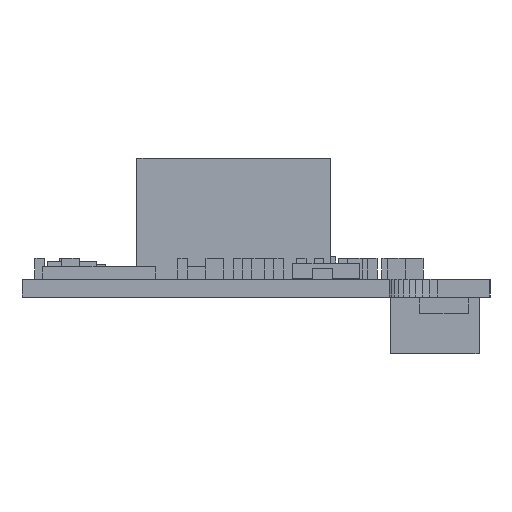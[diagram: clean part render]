
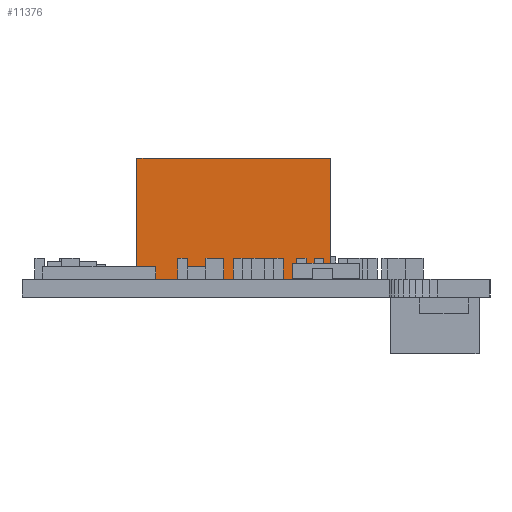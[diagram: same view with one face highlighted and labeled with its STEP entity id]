
A CAD part, left-side view. The second image highlights one B-rep face of the part: STEP entity #11376.
In plain terms, the highlighted planar face has unit normal (-1, 0, 0).
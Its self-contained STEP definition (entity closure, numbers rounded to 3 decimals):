
#11376 = ADVANCED_FACE('',(#11377),#11391,.T.);
#11377 = FACE_BOUND('',#11378,.T.);
#11378 = EDGE_LOOP('',(#11379,#11414,#11442,#11470));
#11379 = ORIENTED_EDGE('',*,*,#11380,.T.);
#11380 = EDGE_CURVE('',#11381,#11383,#11385,.T.);
#11381 = VERTEX_POINT('',#11382);
#11382 = CARTESIAN_POINT('',(-6.,-6.,0.));
#11383 = VERTEX_POINT('',#11384);
#11384 = CARTESIAN_POINT('',(-6.,-6.,7.5));
#11385 = SURFACE_CURVE('',#11386,(#11390,#11402),.PCURVE_S1.);
#11386 = LINE('',#11387,#11388);
#11387 = CARTESIAN_POINT('',(-6.,-6.,0.));
#11388 = VECTOR('',#11389,1.);
#11389 = DIRECTION('',(0.,0.,1.));
#11390 = PCURVE('',#11391,#11396);
#11391 = PLANE('',#11392);
#11392 = AXIS2_PLACEMENT_3D('',#11393,#11394,#11395);
#11393 = CARTESIAN_POINT('',(-6.,-6.,0.));
#11394 = DIRECTION('',(-1.,0.,0.));
#11395 = DIRECTION('',(0.,1.,0.));
#11396 = DEFINITIONAL_REPRESENTATION('',(#11397),#11401);
#11397 = LINE('',#11398,#11399);
#11398 = CARTESIAN_POINT('',(0.,0.));
#11399 = VECTOR('',#11400,1.);
#11400 = DIRECTION('',(0.,-1.));
#11401 = ( GEOMETRIC_REPRESENTATION_CONTEXT(2) 
PARAMETRIC_REPRESENTATION_CONTEXT() REPRESENTATION_CONTEXT('2D SPACE',''
  ) );
#11402 = PCURVE('',#11403,#11408);
#11403 = PLANE('',#11404);
#11404 = AXIS2_PLACEMENT_3D('',#11405,#11406,#11407);
#11405 = CARTESIAN_POINT('',(6.,-6.,0.));
#11406 = DIRECTION('',(0.,-1.,0.));
#11407 = DIRECTION('',(-1.,0.,0.));
#11408 = DEFINITIONAL_REPRESENTATION('',(#11409),#11413);
#11409 = LINE('',#11410,#11411);
#11410 = CARTESIAN_POINT('',(12.,0.));
#11411 = VECTOR('',#11412,1.);
#11412 = DIRECTION('',(0.,-1.));
#11413 = ( GEOMETRIC_REPRESENTATION_CONTEXT(2) 
PARAMETRIC_REPRESENTATION_CONTEXT() REPRESENTATION_CONTEXT('2D SPACE',''
  ) );
#11414 = ORIENTED_EDGE('',*,*,#11415,.T.);
#11415 = EDGE_CURVE('',#11383,#11416,#11418,.T.);
#11416 = VERTEX_POINT('',#11417);
#11417 = CARTESIAN_POINT('',(-6.,6.,7.5));
#11418 = SURFACE_CURVE('',#11419,(#11423,#11430),.PCURVE_S1.);
#11419 = LINE('',#11420,#11421);
#11420 = CARTESIAN_POINT('',(-6.,-6.,7.5));
#11421 = VECTOR('',#11422,1.);
#11422 = DIRECTION('',(0.,1.,0.));
#11423 = PCURVE('',#11391,#11424);
#11424 = DEFINITIONAL_REPRESENTATION('',(#11425),#11429);
#11425 = LINE('',#11426,#11427);
#11426 = CARTESIAN_POINT('',(0.,-7.5));
#11427 = VECTOR('',#11428,1.);
#11428 = DIRECTION('',(1.,0.));
#11429 = ( GEOMETRIC_REPRESENTATION_CONTEXT(2) 
PARAMETRIC_REPRESENTATION_CONTEXT() REPRESENTATION_CONTEXT('2D SPACE',''
  ) );
#11430 = PCURVE('',#11431,#11436);
#11431 = PLANE('',#11432);
#11432 = AXIS2_PLACEMENT_3D('',#11433,#11434,#11435);
#11433 = CARTESIAN_POINT('',(-6.,-6.,7.5));
#11434 = DIRECTION('',(0.,0.,1.));
#11435 = DIRECTION('',(1.,0.,0.));
#11436 = DEFINITIONAL_REPRESENTATION('',(#11437),#11441);
#11437 = LINE('',#11438,#11439);
#11438 = CARTESIAN_POINT('',(0.,0.));
#11439 = VECTOR('',#11440,1.);
#11440 = DIRECTION('',(0.,1.));
#11441 = ( GEOMETRIC_REPRESENTATION_CONTEXT(2) 
PARAMETRIC_REPRESENTATION_CONTEXT() REPRESENTATION_CONTEXT('2D SPACE',''
  ) );
#11442 = ORIENTED_EDGE('',*,*,#11443,.F.);
#11443 = EDGE_CURVE('',#11444,#11416,#11446,.T.);
#11444 = VERTEX_POINT('',#11445);
#11445 = CARTESIAN_POINT('',(-6.,6.,0.));
#11446 = SURFACE_CURVE('',#11447,(#11451,#11458),.PCURVE_S1.);
#11447 = LINE('',#11448,#11449);
#11448 = CARTESIAN_POINT('',(-6.,6.,0.));
#11449 = VECTOR('',#11450,1.);
#11450 = DIRECTION('',(0.,0.,1.));
#11451 = PCURVE('',#11391,#11452);
#11452 = DEFINITIONAL_REPRESENTATION('',(#11453),#11457);
#11453 = LINE('',#11454,#11455);
#11454 = CARTESIAN_POINT('',(12.,0.));
#11455 = VECTOR('',#11456,1.);
#11456 = DIRECTION('',(0.,-1.));
#11457 = ( GEOMETRIC_REPRESENTATION_CONTEXT(2) 
PARAMETRIC_REPRESENTATION_CONTEXT() REPRESENTATION_CONTEXT('2D SPACE',''
  ) );
#11458 = PCURVE('',#11459,#11464);
#11459 = PLANE('',#11460);
#11460 = AXIS2_PLACEMENT_3D('',#11461,#11462,#11463);
#11461 = CARTESIAN_POINT('',(-6.,6.,0.));
#11462 = DIRECTION('',(0.,1.,0.));
#11463 = DIRECTION('',(1.,0.,0.));
#11464 = DEFINITIONAL_REPRESENTATION('',(#11465),#11469);
#11465 = LINE('',#11466,#11467);
#11466 = CARTESIAN_POINT('',(0.,0.));
#11467 = VECTOR('',#11468,1.);
#11468 = DIRECTION('',(0.,-1.));
#11469 = ( GEOMETRIC_REPRESENTATION_CONTEXT(2) 
PARAMETRIC_REPRESENTATION_CONTEXT() REPRESENTATION_CONTEXT('2D SPACE',''
  ) );
#11470 = ORIENTED_EDGE('',*,*,#11471,.F.);
#11471 = EDGE_CURVE('',#11381,#11444,#11472,.T.);
#11472 = SURFACE_CURVE('',#11473,(#11477,#11484),.PCURVE_S1.);
#11473 = LINE('',#11474,#11475);
#11474 = CARTESIAN_POINT('',(-6.,-6.,0.));
#11475 = VECTOR('',#11476,1.);
#11476 = DIRECTION('',(0.,1.,0.));
#11477 = PCURVE('',#11391,#11478);
#11478 = DEFINITIONAL_REPRESENTATION('',(#11479),#11483);
#11479 = LINE('',#11480,#11481);
#11480 = CARTESIAN_POINT('',(0.,0.));
#11481 = VECTOR('',#11482,1.);
#11482 = DIRECTION('',(1.,0.));
#11483 = ( GEOMETRIC_REPRESENTATION_CONTEXT(2) 
PARAMETRIC_REPRESENTATION_CONTEXT() REPRESENTATION_CONTEXT('2D SPACE',''
  ) );
#11484 = PCURVE('',#11485,#11490);
#11485 = PLANE('',#11486);
#11486 = AXIS2_PLACEMENT_3D('',#11487,#11488,#11489);
#11487 = CARTESIAN_POINT('',(-6.,-6.,0.));
#11488 = DIRECTION('',(0.,0.,1.));
#11489 = DIRECTION('',(1.,0.,0.));
#11490 = DEFINITIONAL_REPRESENTATION('',(#11491),#11495);
#11491 = LINE('',#11492,#11493);
#11492 = CARTESIAN_POINT('',(0.,0.));
#11493 = VECTOR('',#11494,1.);
#11494 = DIRECTION('',(0.,1.));
#11495 = ( GEOMETRIC_REPRESENTATION_CONTEXT(2) 
PARAMETRIC_REPRESENTATION_CONTEXT() REPRESENTATION_CONTEXT('2D SPACE',''
  ) );
